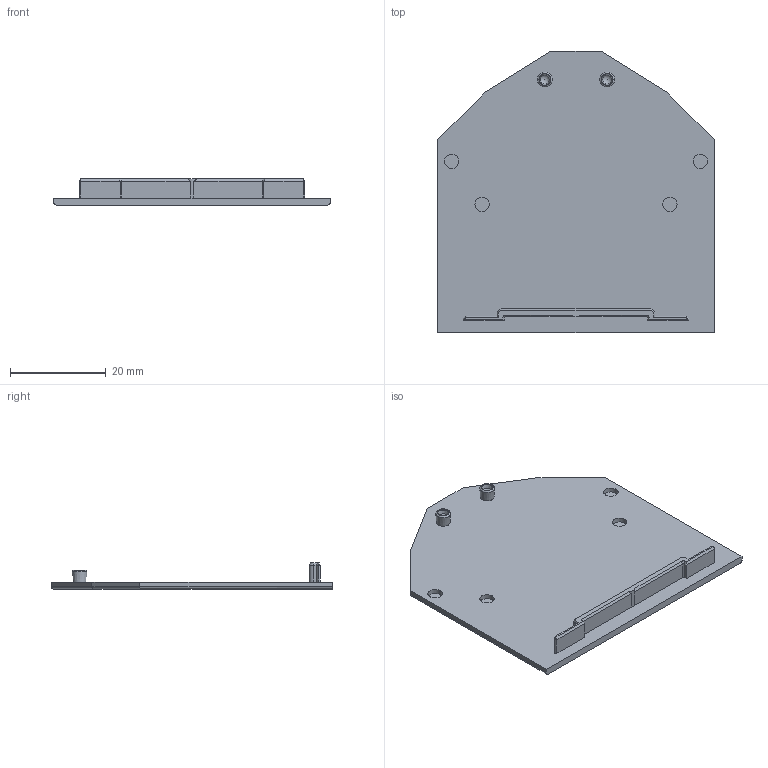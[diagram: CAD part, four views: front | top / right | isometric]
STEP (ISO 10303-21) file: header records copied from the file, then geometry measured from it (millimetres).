
FILE_DESCRIPTION(/* description */ (''),/* implementation_level */ '2;1');
FILE_NAME(/* name */ '2116_2_AP35_iso.stp',/* time_stamp */ '2015-06-23T07:23:26+02:00',/* author */ (''),/* organization */ (''),/* preprocessor_version */ 'ST-DEVELOPER v15',/* originating_system */ 'SIEMENS PLM Software NX 8.5',/* authorisation */ '');
FILE_SCHEMA (('CONFIG_CONTROL_DESIGN'));
Length unit declared in the file: millimetre
Products named in the file (1): ap35vol1
Bounding box: 57.85 x 58.85 x 5.45 mm (x, y, z)
Volume: 4622.2 mm3; surface area: 6779.8 mm2
Topology: 1 solids, 1 shells, 77 faces, 180 edges, 112 vertices
Faces by surface type: plane 39, cylinder 22, cone 12, torus 2, sphere 2
Full cylindrical faces by diameter (mm): 2.365 x2, 3 x4
Entity records: 2120 total; most frequent: DIRECTION 370, CARTESIAN_POINT 340, ORIENTED_EDGE 316, EDGE_CURVE 158, AXIS2_PLACEMENT_3D 134, VERTEX_POINT 104, LINE 102, VECTOR 102
